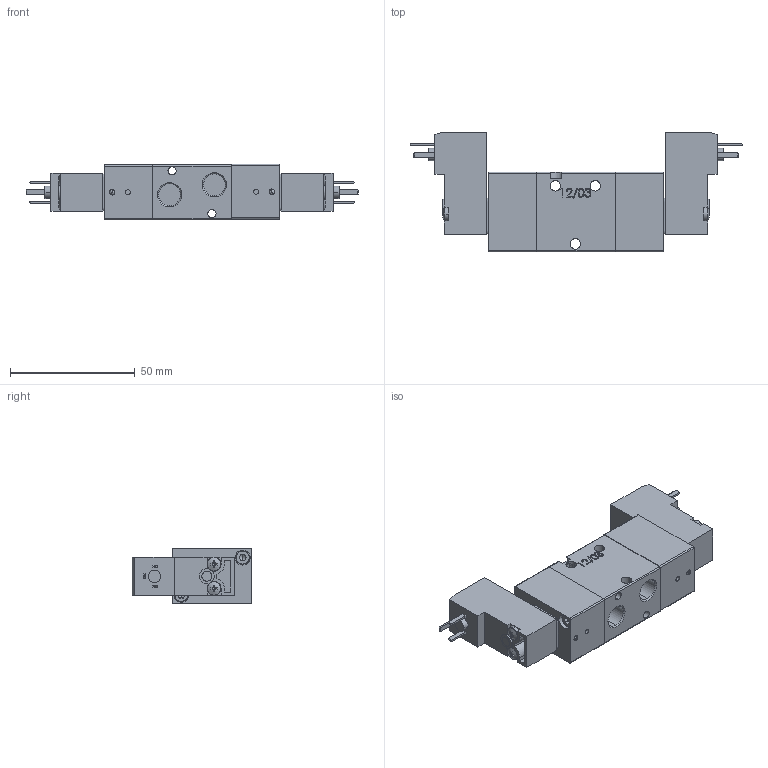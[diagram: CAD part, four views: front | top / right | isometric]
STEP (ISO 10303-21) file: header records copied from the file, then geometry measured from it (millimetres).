
FILE_DESCRIPTION (( 'STEP AP214' ), '1' );
FILE_NAME ('00_260_4.STEP', '2016-01-15T09:49:43', ( '' ), ( '' ), 'SwSTEP 2.0', 'SolidWorks 2016', '' );
FILE_SCHEMA (( 'AUTOMOTIVE_DESIGN' ));
Length unit declared in the file: millimetre
Products named in the file (1): 00_260_4
Bounding box: 133.3 x 48.1 x 22.23 mm (x, y, z)
Volume: 69661.5 mm3; surface area: 23636.2 mm2
Topology: 11 solids, 11 shells, 627 faces, 1531 edges, 954 vertices
Faces by surface type: plane 360, cylinder 120, bspline 81, cone 66
Entity records: 23985 total; most frequent: CARTESIAN_POINT 7846, ORIENTED_EDGE 3014, DIRECTION 2827, EDGE_CURVE 1507, AXIS2_PLACEMENT_3D 983, VERTEX_POINT 954, VECTOR 861, LINE 861
